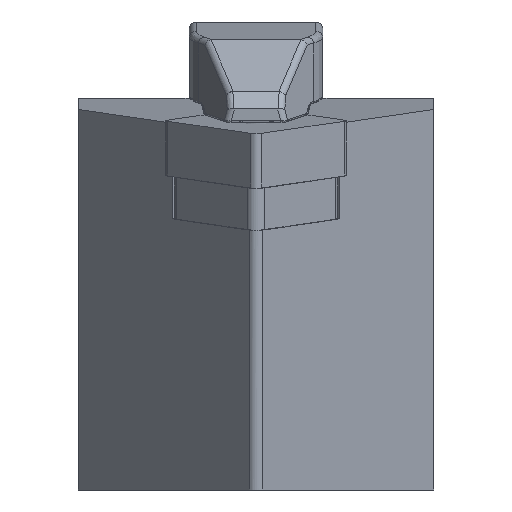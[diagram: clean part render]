
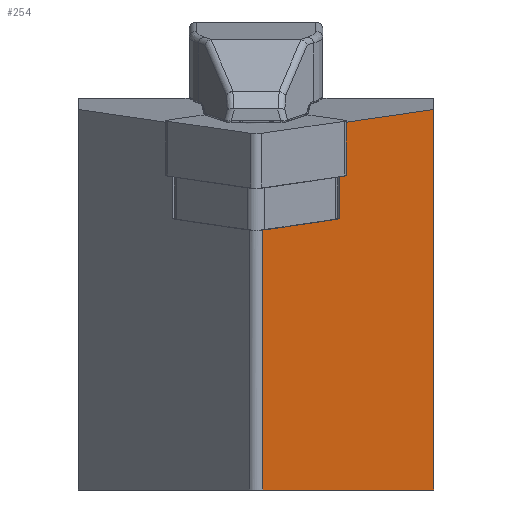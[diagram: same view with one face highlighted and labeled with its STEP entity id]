
A CAD part, left-side view. The second image highlights one B-rep face of the part: STEP entity #254.
In plain terms, the highlighted planar face has unit normal (-0.638, -0.766, -0.078).
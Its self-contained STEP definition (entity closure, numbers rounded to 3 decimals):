
#254=ADVANCED_FACE('',(#410),#365,.F.);
#365=PLANE('',#2001);
#410=FACE_OUTER_BOUND('',#518,.T.);
#518=EDGE_LOOP('',(#981,#982,#983,#984,#985,#986,#987));
#625=LINE('',#2769,#777);
#631=LINE('',#2784,#783);
#640=LINE('',#2800,#792);
#648=LINE('',#2816,#800);
#663=LINE('',#2845,#815);
#664=LINE('',#2847,#816);
#665=LINE('',#2849,#817);
#777=VECTOR('',#2204,1.);
#783=VECTOR('',#2216,1.);
#792=VECTOR('',#2229,1.);
#800=VECTOR('',#2239,1.);
#815=VECTOR('',#2260,1.);
#816=VECTOR('',#2261,1.);
#817=VECTOR('',#2262,1.);
#981=ORIENTED_EDGE('',*,*,#1659,.F.);
#982=ORIENTED_EDGE('',*,*,#1652,.F.);
#983=ORIENTED_EDGE('',*,*,#1691,.F.);
#984=ORIENTED_EDGE('',*,*,#1692,.F.);
#985=ORIENTED_EDGE('',*,*,#1693,.F.);
#986=ORIENTED_EDGE('',*,*,#1676,.F.);
#987=ORIENTED_EDGE('',*,*,#1668,.F.);
#1480=VERTEX_POINT('',#2767);
#1482=VERTEX_POINT('',#2770);
#1488=VERTEX_POINT('',#2785);
#1493=VERTEX_POINT('',#2801);
#1500=VERTEX_POINT('',#2817);
#1511=VERTEX_POINT('',#2846);
#1512=VERTEX_POINT('',#2848);
#1652=EDGE_CURVE('',#1480,#1482,#625,.T.);
#1659=EDGE_CURVE('',#1482,#1488,#631,.T.);
#1668=EDGE_CURVE('',#1488,#1493,#640,.T.);
#1676=EDGE_CURVE('',#1493,#1500,#648,.T.);
#1691=EDGE_CURVE('',#1511,#1480,#663,.T.);
#1692=EDGE_CURVE('',#1512,#1511,#664,.T.);
#1693=EDGE_CURVE('',#1500,#1512,#665,.T.);
#2001=AXIS2_PLACEMENT_3D('',#2850,#2263,#2264);
#2204=DIRECTION('',(0.76,-0.643,0.093));
#2216=DIRECTION('',(-0.122,0.,0.993));
#2229=DIRECTION('',(0.76,-0.643,0.093));
#2239=DIRECTION('',(0.122,0.,-0.993));
#2260=DIRECTION('',(0.76,-0.643,0.093));
#2261=DIRECTION('',(-0.122,0.,0.993));
#2262=DIRECTION('',(-0.768,0.64,0.));
#2263=DIRECTION('',(0.638,0.766,0.078));
#2264=DIRECTION('',(-0.768,0.64,0.));
#2767=CARTESIAN_POINT('',(13.477,-29.155,-9.539));
#2769=CARTESIAN_POINT('',(26.305,-40.,-7.964));
#2770=CARTESIAN_POINT('',(13.765,-29.399,-9.503));
#2784=CARTESIAN_POINT('',(18.261,-29.399,-46.118));
#2785=CARTESIAN_POINT('',(12.447,-29.399,1.226));
#2800=CARTESIAN_POINT('',(24.987,-40.,2.766));
#2801=CARTESIAN_POINT('',(24.987,-40.,2.766));
#2816=CARTESIAN_POINT('',(30.8,-40.,-44.579));
#2817=CARTESIAN_POINT('',(30.238,-40.,-40.));
#2845=CARTESIAN_POINT('',(26.305,-40.,-7.964));
#2846=CARTESIAN_POINT('',(3.553,-20.766,-10.757));
#2847=CARTESIAN_POINT('',(8.049,-20.766,-47.372));
#2848=CARTESIAN_POINT('',(7.144,-20.766,-40.));
#2849=CARTESIAN_POINT('',(30.57,-40.276,-40.));
#2850=CARTESIAN_POINT('',(30.8,-40.,-44.579));
